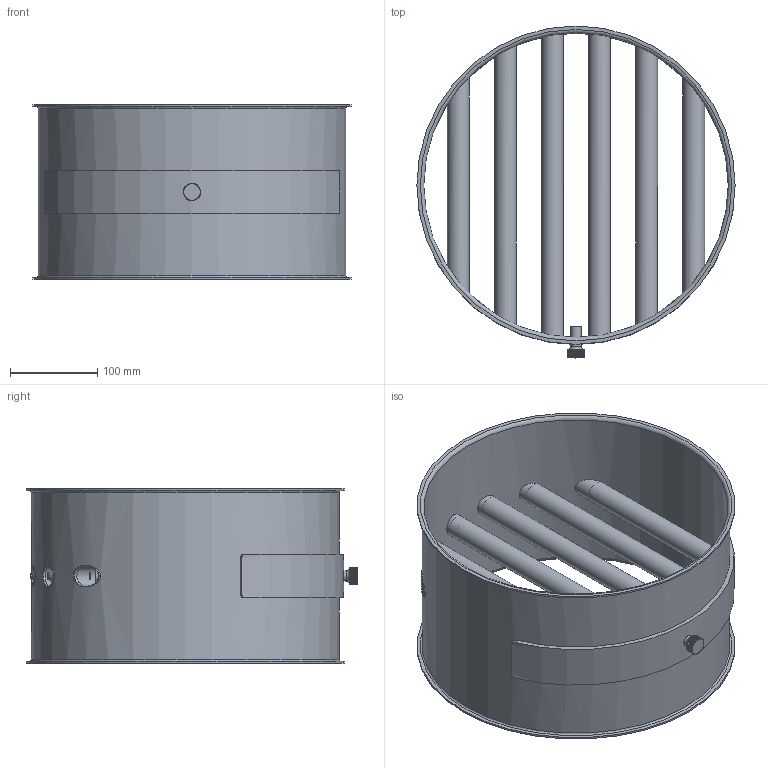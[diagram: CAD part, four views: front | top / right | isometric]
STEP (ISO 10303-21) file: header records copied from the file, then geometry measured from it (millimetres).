
FILE_DESCRIPTION(/* description */ (''),/* implementation_level */ '2;1');
FILE_NAME(/* name */ 'SEMR035078 A.stp',/* time_stamp */ '2019-05-21T08:43:53+02:00',/* author */ ('cr'),/* organization */ (''),/* preprocessor_version */ 'ST-DEVELOPER v17.2',/* originating_system */ 'Autodesk Inventor 2019',/* authorisation */ '');
FILE_SCHEMA (('AUTOMOTIVE_DESIGN { 1 0 10303 214 3 1 1 }'));
Length unit declared in the file: millimetre
Products named in the file (1): Part1
Bounding box: 365 x 380.5 x 200 mm (x, y, z)
Volume: 771656 mm3; surface area: 981012.1 mm2
Topology: 7 solids, 15 shells, 449 faces, 1235 edges, 845 vertices
Faces by surface type: plane 209, cylinder 176, cone 40, torus 12, bspline 12
Full cylindrical faces by diameter (mm): 4 x6, 4.917 x1, 5.5 x1, 6 x1, 6.1 x1, 12 x8, 12.1 x2, 12.2 x4, 13 x2, 20 x6, 22 x6, 23 x6, 24 x6, 25 x12, 349 x1, 353 x1, 365 x2
Entity records: 18927 total; most frequent: CARTESIAN_POINT 7624, ORIENTED_EDGE 2468, DIRECTION 2002, EDGE_CURVE 1234, VERTEX_POINT 851, AXIS2_PLACEMENT_3D 802, EDGE_LOOP 537, STYLED_ITEM 456
